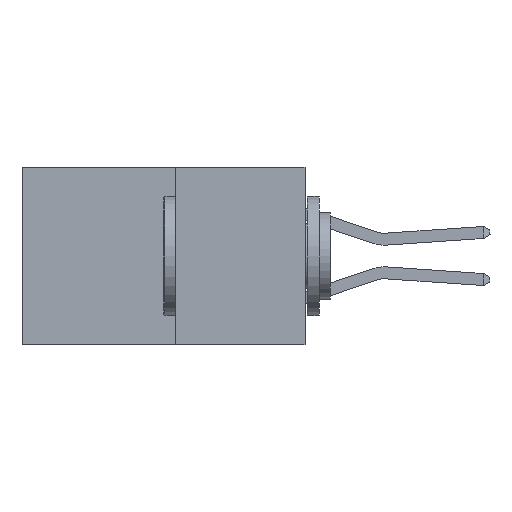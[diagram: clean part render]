
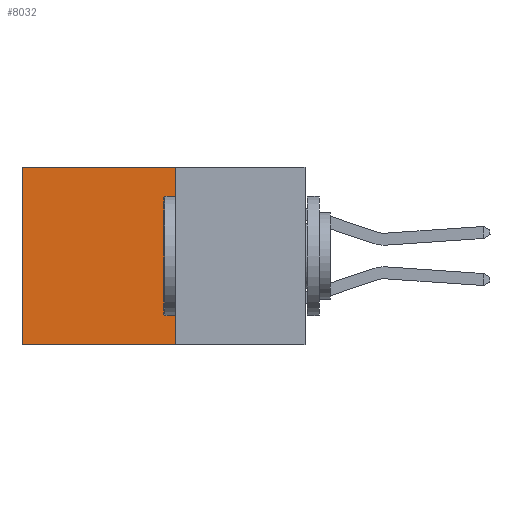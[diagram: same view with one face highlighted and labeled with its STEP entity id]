
A CAD part, left-side view. The second image highlights one B-rep face of the part: STEP entity #8032.
In plain terms, the highlighted planar face has unit normal (-1, 0, 0).
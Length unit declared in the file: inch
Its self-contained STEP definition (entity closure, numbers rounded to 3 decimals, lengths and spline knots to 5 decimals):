
#27 = CARTESIAN_POINT ( 'NONE',  ( 0.277, 0.27, -0.37 ) ) ;
#1903 = VECTOR ( 'NONE', #23738, 39.37008 ) ;
#1966 = LINE ( 'NONE', #24246, #21814 ) ;
#2086 = CARTESIAN_POINT ( 'NONE',  ( 0.277, 0.59, -0.37 ) ) ;
#2286 = FACE_OUTER_BOUND ( 'NONE', #8283, .T. ) ;
#2372 = VECTOR ( 'NONE', #8839, 39.37008 ) ;
#3129 = VERTEX_POINT ( 'NONE', #18262 ) ;
#3423 = EDGE_CURVE ( 'NONE', #20254, #3129, #12355, .T. ) ;
#4156 = DIRECTION ( 'NONE',  ( 1., 0., 0. ) ) ;
#4311 = CARTESIAN_POINT ( 'NONE',  ( 0.277, 0.27, -0.37 ) ) ;
#4573 = CARTESIAN_POINT ( 'NONE',  ( 0.277, 0.27, -0.37 ) ) ;
#5332 = LINE ( 'NONE', #4311, #20503 ) ;
#6330 = DIRECTION ( 'NONE',  ( 0., 1., 0. ) ) ;
#6833 = ORIENTED_EDGE ( 'NONE', *, *, #10290, .F. ) ;
#7095 = ORIENTED_EDGE ( 'NONE', *, *, #3423, .F. ) ;
#8032 = ADVANCED_FACE ( 'NONE', ( #2286 ), #23848, .F. ) ;
#8283 = EDGE_LOOP ( 'NONE', ( #10858, #6833, #7095, #19340 ) ) ;
#8839 = DIRECTION ( 'NONE',  ( 0., 0., -1. ) ) ;
#9424 = CARTESIAN_POINT ( 'NONE',  ( 0.277, 0.27, 0. ) ) ;
#10290 = EDGE_CURVE ( 'NONE', #3129, #17199, #5332, .T. ) ;
#10858 = ORIENTED_EDGE ( 'NONE', *, *, #19734, .T. ) ;
#12355 = LINE ( 'NONE', #4573, #2372 ) ;
#12514 = LINE ( 'NONE', #21778, #1903 ) ;
#17199 = VERTEX_POINT ( 'NONE', #2086 ) ;
#18022 = DIRECTION ( 'NONE',  ( 0., 0., -1. ) ) ;
#18262 = CARTESIAN_POINT ( 'NONE',  ( 0.277, 0.27, -0.37 ) ) ;
#18431 = CARTESIAN_POINT ( 'NONE',  ( 0.277, 0.59, 0. ) ) ;
#18646 = VERTEX_POINT ( 'NONE', #18431 ) ;
#19340 = ORIENTED_EDGE ( 'NONE', *, *, #21363, .T. ) ;
#19734 = EDGE_CURVE ( 'NONE', #18646, #17199, #12514, .T. ) ;
#20254 = VERTEX_POINT ( 'NONE', #9424 ) ;
#20445 = DIRECTION ( 'NONE',  ( 0., 1., 0. ) ) ;
#20503 = VECTOR ( 'NONE', #6330, 39.37008 ) ;
#21363 = EDGE_CURVE ( 'NONE', #20254, #18646, #1966, .T. ) ;
#21778 = CARTESIAN_POINT ( 'NONE',  ( 0.277, 0.59, -0.37 ) ) ;
#21814 = VECTOR ( 'NONE', #20445, 39.37008 ) ;
#23647 = AXIS2_PLACEMENT_3D ( 'NONE', #27, #4156, #18022 ) ;
#23738 = DIRECTION ( 'NONE',  ( 0., 0., -1. ) ) ;
#23848 = PLANE ( 'NONE',  #23647 ) ;
#24246 = CARTESIAN_POINT ( 'NONE',  ( 0.277, 0.27, 0. ) ) ;
